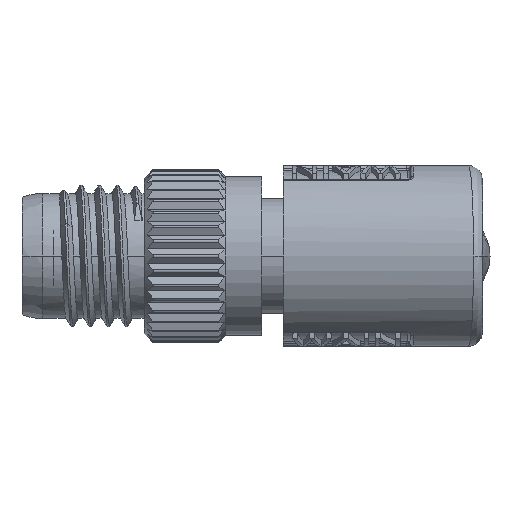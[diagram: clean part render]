
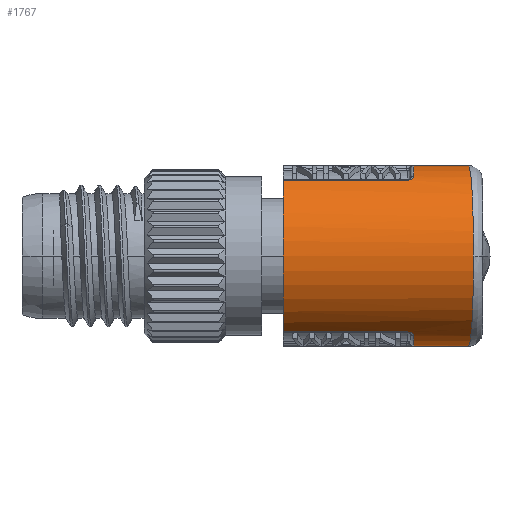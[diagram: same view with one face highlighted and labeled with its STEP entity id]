
A CAD part, left-side view. The second image highlights one B-rep face of the part: STEP entity #1767.
In plain terms, the highlighted cylindrical face has radius 5 mm (diameter 10 mm), a partial arc.
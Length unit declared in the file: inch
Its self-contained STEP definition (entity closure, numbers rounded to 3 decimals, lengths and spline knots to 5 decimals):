
#208=B_SPLINE_CURVE_WITH_KNOTS('',3,(#11740,#11741,#11742,#11743),
 .UNSPECIFIED.,.F.,.F.,(4,4),(0.,1.),.UNSPECIFIED.);
#212=B_SPLINE_CURVE_WITH_KNOTS('',3,(#11764,#11765,#11766,#11767),
 .UNSPECIFIED.,.F.,.F.,(4,4),(0.,1.),.UNSPECIFIED.);
#214=B_SPLINE_CURVE_WITH_KNOTS('',3,(#11776,#11777,#11778,#11779),
 .UNSPECIFIED.,.F.,.F.,(4,4),(0.,1.),.UNSPECIFIED.);
#215=B_SPLINE_CURVE_WITH_KNOTS('',3,(#11781,#11782,#11783,#11784),
 .UNSPECIFIED.,.F.,.F.,(4,4),(0.,1.),.UNSPECIFIED.);
#217=B_SPLINE_CURVE_WITH_KNOTS('',3,(#11795,#11796,#11797,#11798,#11799,
#11800),.UNSPECIFIED.,.F.,.F.,(4,2,4),(0.,0.5,1.),.UNSPECIFIED.);
#218=B_SPLINE_CURVE_WITH_KNOTS('',3,(#11959,#11960,#11961,#11962,#11963,
#11964),.UNSPECIFIED.,.F.,.F.,(4,2,4),(0.,0.5,1.),.UNSPECIFIED.);
#220=B_SPLINE_CURVE_WITH_KNOTS('',3,(#12130,#12131,#12132,#12133),
 .UNSPECIFIED.,.F.,.F.,(4,4),(0.,1.),.UNSPECIFIED.);
#223=B_SPLINE_CURVE_WITH_KNOTS('',3,(#12145,#12146,#12147,#12148),
 .UNSPECIFIED.,.F.,.F.,(4,4),(0.,1.),.UNSPECIFIED.);
#606=CYLINDRICAL_SURFACE('',#7528,0.19685);
#922=LINE('',#12401,#1344);
#923=LINE('',#12402,#1345);
#928=LINE('',#12420,#1350);
#929=LINE('',#12426,#1351);
#1344=VECTOR('',#8671,1.);
#1345=VECTOR('',#8672,1.);
#1350=VECTOR('',#8695,1.);
#1351=VECTOR('',#8702,1.);
#1767=ADVANCED_FACE('',(#2396),#606,.T.);
#2396=FACE_OUTER_BOUND('',#2817,.T.);
#2817=EDGE_LOOP('',(#4064,#4065,#4066,#4067,#4068,#4069,#4070,#4071,#4072,
#4073,#4074,#4075,#4076,#4077,#4078));
#4064=ORIENTED_EDGE('',*,*,#6433,.F.);
#4065=ORIENTED_EDGE('',*,*,#6346,.T.);
#4066=ORIENTED_EDGE('',*,*,#6344,.F.);
#4067=ORIENTED_EDGE('',*,*,#6342,.F.);
#4068=ORIENTED_EDGE('',*,*,#6340,.T.);
#4069=ORIENTED_EDGE('',*,*,#6432,.F.);
#4070=ORIENTED_EDGE('',*,*,#6339,.T.);
#4071=ORIENTED_EDGE('',*,*,#6338,.T.);
#4072=ORIENTED_EDGE('',*,*,#6336,.T.);
#4073=ORIENTED_EDGE('',*,*,#6442,.T.);
#4074=ORIENTED_EDGE('',*,*,#6444,.F.);
#4075=ORIENTED_EDGE('',*,*,#6445,.T.);
#4076=ORIENTED_EDGE('',*,*,#6349,.T.);
#4077=ORIENTED_EDGE('',*,*,#6333,.T.);
#4078=ORIENTED_EDGE('',*,*,#6330,.T.);
#5435=VERTEX_POINT('',#11091);
#5439=VERTEX_POINT('',#11112);
#5444=VERTEX_POINT('',#11450);
#5448=VERTEX_POINT('',#11471);
#5491=VERTEX_POINT('',#11732);
#5493=VERTEX_POINT('',#11749);
#5495=VERTEX_POINT('',#11758);
#5496=VERTEX_POINT('',#11763);
#5497=VERTEX_POINT('',#11773);
#5498=VERTEX_POINT('',#11785);
#5499=VERTEX_POINT('',#11801);
#5500=VERTEX_POINT('',#11965);
#5501=VERTEX_POINT('',#12139);
#5549=VERTEX_POINT('',#12421);
#5550=VERTEX_POINT('',#12425);
#6330=EDGE_CURVE('',#5491,#5435,#208,.T.);
#6333=EDGE_CURVE('',#5493,#5491,#7095,.T.);
#6336=EDGE_CURVE('',#5495,#5496,#212,.T.);
#6338=EDGE_CURVE('',#5497,#5495,#7096,.T.);
#6339=EDGE_CURVE('',#5448,#5497,#214,.T.);
#6340=EDGE_CURVE('',#5498,#5444,#215,.T.);
#6342=EDGE_CURVE('',#5498,#5499,#217,.T.);
#6344=EDGE_CURVE('',#5499,#5500,#218,.T.);
#6346=EDGE_CURVE('',#5439,#5500,#220,.T.);
#6349=EDGE_CURVE('',#5501,#5493,#223,.T.);
#6432=EDGE_CURVE('',#5448,#5444,#922,.T.);
#6433=EDGE_CURVE('',#5439,#5435,#923,.T.);
#6442=EDGE_CURVE('',#5496,#5549,#928,.T.);
#6444=EDGE_CURVE('',#5550,#5549,#7114,.T.);
#6445=EDGE_CURVE('',#5550,#5501,#929,.T.);
#7095=CIRCLE('',#7458,0.19685);
#7096=CIRCLE('',#7461,0.19685);
#7114=CIRCLE('',#7527,0.19685);
#7458=AXIS2_PLACEMENT_3D('',#11752,#8502,#8503);
#7461=AXIS2_PLACEMENT_3D('',#11774,#8508,#8509);
#7527=AXIS2_PLACEMENT_3D('',#12424,#8700,#8701);
#7528=AXIS2_PLACEMENT_3D('',#12427,#8703,#8704);
#8502=DIRECTION('',(0.,-1.,0.));
#8503=DIRECTION('',(-0.474,0.,-0.88));
#8508=DIRECTION('',(0.,-1.,0.));
#8509=DIRECTION('',(-0.041,0.,0.999));
#8671=DIRECTION('',(0.,-1.,0.));
#8672=DIRECTION('',(0.,1.,0.));
#8695=DIRECTION('',(0.,1.,0.));
#8700=DIRECTION('',(0.,1.,0.));
#8701=DIRECTION('',(-0.546,0.,-0.838));
#8702=DIRECTION('',(0.,-1.,0.));
#8703=DIRECTION('',(0.,1.,0.));
#8704=DIRECTION('',(0.,0.,-1.));
#11091=CARTESIAN_POINT('',(0.,-0.06271,-0.19685));
#11112=CARTESIAN_POINT('',(0.,-0.18271,-0.19685));
#11450=CARTESIAN_POINT('',(0.,-0.1827,0.19685));
#11471=CARTESIAN_POINT('',(0.,-0.06271,0.19685));
#11732=CARTESIAN_POINT('',(-0.00812,-0.06482,-0.19668));
#11740=CARTESIAN_POINT('',(-0.00812,-0.06482,-0.19668));
#11741=CARTESIAN_POINT('',(-0.00522,-0.06482,-0.1968));
#11742=CARTESIAN_POINT('',(-0.00251,-0.06412,-0.19685));
#11743=CARTESIAN_POINT('',(0.,-0.06271,-0.19685));
#11749=CARTESIAN_POINT('',(-0.09335,-0.06482,-0.17331));
#11752=CARTESIAN_POINT('',(0.,-0.06482,0.));
#11758=CARTESIAN_POINT('',(-0.09335,-0.06482,0.17331));
#11763=CARTESIAN_POINT('',(-0.10749,-0.04921,0.16491));
#11764=CARTESIAN_POINT('',(-0.09335,-0.06482,0.17331));
#11765=CARTESIAN_POINT('',(-0.10151,-0.06482,0.16891));
#11766=CARTESIAN_POINT('',(-0.10746,-0.0577,0.16493));
#11767=CARTESIAN_POINT('',(-0.10749,-0.04921,0.16491));
#11773=CARTESIAN_POINT('',(-0.00812,-0.06482,0.19668));
#11774=CARTESIAN_POINT('',(0.,-0.06482,0.));
#11776=CARTESIAN_POINT('',(0.,-0.06271,0.19685));
#11777=CARTESIAN_POINT('',(-0.00251,-0.06412,0.19685));
#11778=CARTESIAN_POINT('',(-0.00522,-0.06482,0.1968));
#11779=CARTESIAN_POINT('',(-0.00812,-0.06482,0.19668));
#11781=CARTESIAN_POINT('',(-0.00213,-0.18323,0.19684));
#11782=CARTESIAN_POINT('',(-0.00142,-0.18306,0.19685));
#11783=CARTESIAN_POINT('',(-0.00071,-0.18288,0.19685));
#11784=CARTESIAN_POINT('',(0.,-0.18271,0.19685));
#11785=CARTESIAN_POINT('',(-0.00213,-0.18323,0.19684));
#11795=CARTESIAN_POINT('',(-0.00213,-0.18323,0.19684));
#11796=CARTESIAN_POINT('',(-0.04727,-0.18666,0.19635));
#11797=CARTESIAN_POINT('',(-0.0957,-0.18955,0.17945));
#11798=CARTESIAN_POINT('',(-0.1709,-0.19366,0.11025));
#11799=CARTESIAN_POINT('',(-0.19687,-0.19488,0.05755));
#11800=CARTESIAN_POINT('',(-0.19685,-0.19488,-0.00007));
#11801=CARTESIAN_POINT('',(-0.19685,-0.19488,-0.00007));
#11959=CARTESIAN_POINT('',(-0.19685,-0.19488,-0.00007));
#11960=CARTESIAN_POINT('',(-0.19683,-0.19488,-0.05766));
#11961=CARTESIAN_POINT('',(-0.17084,-0.19366,-0.11032));
#11962=CARTESIAN_POINT('',(-0.09565,-0.18955,-0.17947));
#11963=CARTESIAN_POINT('',(-0.04725,-0.18666,-0.19635));
#11964=CARTESIAN_POINT('',(-0.00213,-0.18323,-0.19684));
#11965=CARTESIAN_POINT('',(-0.00213,-0.18323,-0.19684));
#12130=CARTESIAN_POINT('',(0.,-0.18271,-0.19685));
#12131=CARTESIAN_POINT('',(-0.00071,-0.18288,-0.19685));
#12132=CARTESIAN_POINT('',(-0.00142,-0.18306,-0.19685));
#12133=CARTESIAN_POINT('',(-0.00213,-0.18323,-0.19684));
#12139=CARTESIAN_POINT('',(-0.10749,-0.04921,-0.16491));
#12145=CARTESIAN_POINT('',(-0.10749,-0.04921,-0.16491));
#12146=CARTESIAN_POINT('',(-0.10747,-0.05768,-0.16493));
#12147=CARTESIAN_POINT('',(-0.10152,-0.06482,-0.16891));
#12148=CARTESIAN_POINT('',(-0.09335,-0.06482,-0.17331));
#12401=CARTESIAN_POINT('',(0.,-0.06271,0.19685));
#12402=CARTESIAN_POINT('',(0.,-0.18271,-0.19685));
#12420=CARTESIAN_POINT('',(-0.10749,-0.04921,0.16491));
#12421=CARTESIAN_POINT('',(-0.10749,0.2185,0.16491));
#12424=CARTESIAN_POINT('',(0.,0.2185,0.));
#12425=CARTESIAN_POINT('',(-0.10749,0.2185,-0.16491));
#12426=CARTESIAN_POINT('',(-0.10749,0.2185,-0.16491));
#12427=CARTESIAN_POINT('',(0.,-0.21457,0.));
